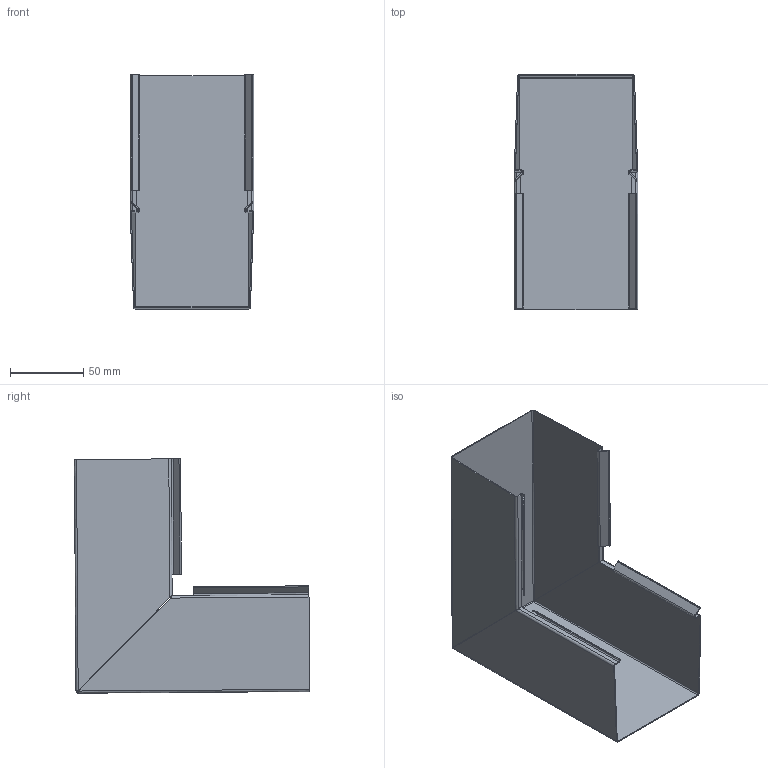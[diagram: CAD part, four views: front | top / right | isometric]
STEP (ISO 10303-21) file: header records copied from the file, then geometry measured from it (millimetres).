
FILE_DESCRIPTION (( 'STEP AP214' ), '1' );
FILE_NAME ('6248336.stp', '2016-10-05T11:35:30', ( '' ), ( '' ), 'SwSTEP 2.0', 'SolidWorks 2014', '' );
FILE_SCHEMA (( 'AUTOMOTIVE_DESIGN' ));
Length unit declared in the file: millimetre
Products named in the file (1): 6248336
Bounding box: 84.46 x 161.14 x 160.5 mm (x, y, z)
Volume: 46855.1 mm3; surface area: 125991.4 mm2
Topology: 1 solids, 1 shells, 118 faces, 313 edges, 197 vertices
Faces by surface type: plane 60, cylinder 34, bspline 24
Entity records: 6457 total; most frequent: CARTESIAN_POINT 2335, ORIENTED_EDGE 626, DIRECTION 545, EDGE_CURVE 313, VERTEX_POINT 197, VECTOR 191, LINE 191, AXIS2_PLACEMENT_3D 177
